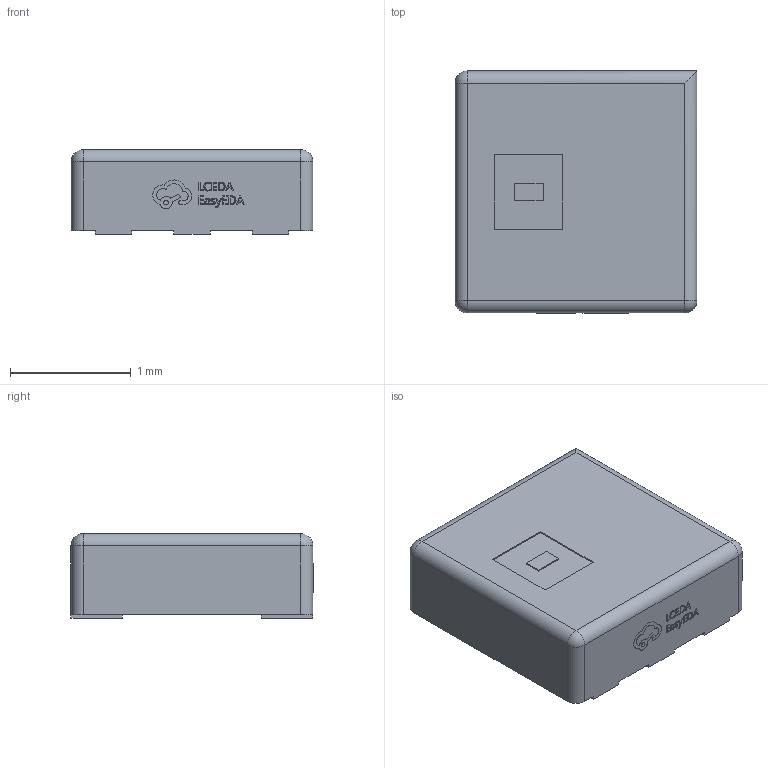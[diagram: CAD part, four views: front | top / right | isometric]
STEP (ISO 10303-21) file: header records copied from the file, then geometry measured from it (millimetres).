
FILE_DESCRIPTION (( 'STEP AP214' ), '1' );
FILE_NAME ('SENSOR-SMD_LTR-390UV-01.step', '2022-07-12T14:34:02', ( '' ), ( '' ), 'SwSTEP 2.0', 'SolidWorks 2020', '' );
FILE_SCHEMA (( 'AUTOMOTIVE_DESIGN' ));
Length unit declared in the file: millimetre
Products named in the file (1): SENSOR-SMD_LTR-390UV-01
Bounding box: 2 x 2 x 0.7 mm (x, y, z)
Volume: 2.7 mm3; surface area: 13.3 mm2
Topology: 1 solids, 1 shells, 333 faces, 902 edges, 596 vertices
Faces by surface type: plane 211, bspline 112, cylinder 7, sphere 3
Entity records: 14046 total; most frequent: CARTESIAN_POINT 3936, ORIENTED_EDGE 1798, DIRECTION 1126, EDGE_CURVE 899, LINE 658, VECTOR 658, VERTEX_POINT 596, EDGE_LOOP 361
